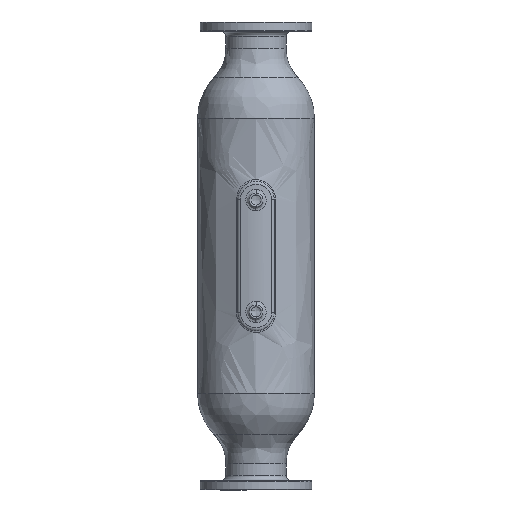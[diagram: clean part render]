
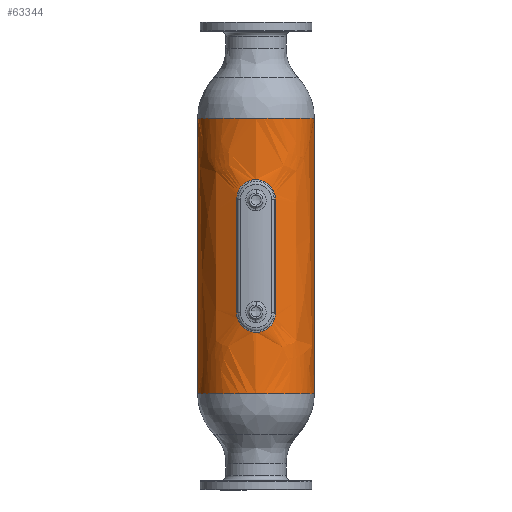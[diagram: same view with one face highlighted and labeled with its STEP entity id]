
A CAD part, left-side view. The second image highlights one B-rep face of the part: STEP entity #63344.
In plain terms, the highlighted free-form (B-spline) face has degree [2, 1] with [5, 2] control points.
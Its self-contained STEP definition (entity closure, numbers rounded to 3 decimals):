
#63275 = VERTEX_POINT('',#63276);
#63276 = CARTESIAN_POINT('',(0.,64.939,-152.798));
#63283 = VERTEX_POINT('',#63284);
#63284 = CARTESIAN_POINT('',(0.,-64.939,
    -152.798));
#63319 = EDGE_CURVE('',#63275,#63283,#63320,.T.);
#63320 = ( BOUNDED_CURVE() B_SPLINE_CURVE(2,(#63321,#63322,#63323,#63324
,#63325),.UNSPECIFIED.,.F.,.F.) B_SPLINE_CURVE_WITH_KNOTS((3,2,3),(0.,
1.571,3.142),.PIECEWISE_BEZIER_KNOTS.) CURVE() 
GEOMETRIC_REPRESENTATION_ITEM() RATIONAL_B_SPLINE_CURVE((1.,
0.707,1.,0.707,1.)) REPRESENTATION_ITEM('') );
#63321 = CARTESIAN_POINT('',(0.,64.939,-152.798));
#63322 = CARTESIAN_POINT('',(-64.939,64.939,
    -152.798));
#63323 = CARTESIAN_POINT('',(-64.939,0.,
    -152.798));
#63324 = CARTESIAN_POINT('',(-64.939,-64.939,
    -152.798));
#63325 = CARTESIAN_POINT('',(0.,-64.939,
    -152.798));
#63344 = ADVANCED_FACE('',(#63345,#63370),#63440,.T.);
#63345 = FACE_BOUND('',#63346,.T.);
#63346 = EDGE_LOOP('',(#63347,#63359,#63364,#63365));
#63347 = ORIENTED_EDGE('',*,*,#63348,.F.);
#63348 = EDGE_CURVE('',#63349,#63351,#63353,.T.);
#63349 = VERTEX_POINT('',#63350);
#63350 = CARTESIAN_POINT('',(0.,64.939,152.798));
#63351 = VERTEX_POINT('',#63352);
#63352 = CARTESIAN_POINT('',(0.,-64.939,
    152.798));
#63353 = ( BOUNDED_CURVE() B_SPLINE_CURVE(2,(#63354,#63355,#63356,#63357
,#63358),.UNSPECIFIED.,.F.,.F.) B_SPLINE_CURVE_WITH_KNOTS((3,2,3),(0.,
1.571,3.142),.PIECEWISE_BEZIER_KNOTS.) CURVE() 
GEOMETRIC_REPRESENTATION_ITEM() RATIONAL_B_SPLINE_CURVE((1.,
0.707,1.,0.707,1.)) REPRESENTATION_ITEM('') );
#63354 = CARTESIAN_POINT('',(0.,64.939,152.798));
#63355 = CARTESIAN_POINT('',(-64.939,64.939,
    152.798));
#63356 = CARTESIAN_POINT('',(-64.939,0.,
    152.798));
#63357 = CARTESIAN_POINT('',(-64.939,-64.939,
    152.798));
#63358 = CARTESIAN_POINT('',(0.,-64.939,
    152.798));
#63359 = ORIENTED_EDGE('',*,*,#63360,.F.);
#63360 = EDGE_CURVE('',#63275,#63349,#63361,.T.);
#63361 = B_SPLINE_CURVE_WITH_KNOTS('',1,(#63362,#63363),.UNSPECIFIED.,
  .F.,.F.,(2,2),(0.,320.),.PIECEWISE_BEZIER_KNOTS.);
#63362 = CARTESIAN_POINT('',(0.,64.939,-152.798));
#63363 = CARTESIAN_POINT('',(0.,64.939,152.798));
#63364 = ORIENTED_EDGE('',*,*,#63319,.T.);
#63365 = ORIENTED_EDGE('',*,*,#63366,.T.);
#63366 = EDGE_CURVE('',#63283,#63351,#63367,.T.);
#63367 = B_SPLINE_CURVE_WITH_KNOTS('',1,(#63368,#63369),.UNSPECIFIED.,
  .F.,.F.,(2,2),(0.,320.),.PIECEWISE_BEZIER_KNOTS.);
#63368 = CARTESIAN_POINT('',(0.,-64.939,-152.798));
#63369 = CARTESIAN_POINT('',(0.,-64.939,152.798));
#63370 = FACE_BOUND('',#63371,.T.);
#63371 = EDGE_LOOP('',(#63372,#63381,#63408,#63415));
#63372 = ORIENTED_EDGE('',*,*,#63373,.F.);
#63373 = EDGE_CURVE('',#63374,#63376,#63378,.T.);
#63374 = VERTEX_POINT('',#63375);
#63375 = CARTESIAN_POINT('',(-61.238,21.61,
    63.039));
#63376 = VERTEX_POINT('',#63377);
#63377 = CARTESIAN_POINT('',(-61.238,21.61,
    -63.039));
#63378 = B_SPLINE_CURVE_WITH_KNOTS('',1,(#63379,#63380),.UNSPECIFIED.,
  .F.,.F.,(2,2),(0.,132.02),.PIECEWISE_BEZIER_KNOTS.);
#63379 = CARTESIAN_POINT('',(-61.238,21.61,
    63.039));
#63380 = CARTESIAN_POINT('',(-61.238,21.61,
    -63.039));
#63381 = ORIENTED_EDGE('',*,*,#63382,.F.);
#63382 = EDGE_CURVE('',#63383,#63374,#63385,.T.);
#63383 = VERTEX_POINT('',#63384);
#63384 = CARTESIAN_POINT('',(-61.237,-21.614,
    63.039));
#63385 = B_SPLINE_CURVE_WITH_KNOTS('',3,(#63386,#63387,#63388,#63389,
    #63390,#63391,#63392,#63393,#63394,#63395,#63396,#63397,#63398,
    #63399,#63400,#63401,#63402,#63403,#63404,#63405,#63406,#63407),
  .UNSPECIFIED.,.F.,.F.,(4,1,1,1,1,1,1,1,1,1,1,1,1,1,1,1,1,1,1,4),(0.,
    0.053,0.105,0.158,0.211,
    0.263,0.316,0.368,0.421,
    0.474,0.526,0.579,0.632,
    0.684,0.737,0.789,0.842,
    0.895,0.947,1.),.UNSPECIFIED.);
#63386 = CARTESIAN_POINT('',(-61.237,-21.614,
    63.039));
#63387 = CARTESIAN_POINT('',(-61.237,-21.614,
    64.304));
#63388 = CARTESIAN_POINT('',(-61.31,-21.408,
    66.855));
#63389 = CARTESIAN_POINT('',(-61.694,-20.292,
    70.946));
#63390 = CARTESIAN_POINT('',(-62.288,-18.417,
    74.71));
#63391 = CARTESIAN_POINT('',(-63.002,-15.836,
    78.071));
#63392 = CARTESIAN_POINT('',(-63.72,-12.684,
    80.837));
#63393 = CARTESIAN_POINT('',(-64.332,-9.121,
    82.915));
#63394 = CARTESIAN_POINT('',(-64.763,-5.292,
    84.266));
#63395 = CARTESIAN_POINT('',(-64.968,-1.299,
    84.88));
#63396 = CARTESIAN_POINT('',(-64.924,2.733,
    84.75));
#63397 = CARTESIAN_POINT('',(-64.627,6.768,
    83.847));
#63398 = CARTESIAN_POINT('',(-64.11,10.543,
    82.183));
#63399 = CARTESIAN_POINT('',(-63.509,13.647,
    80.05));
#63400 = CARTESIAN_POINT('',(-62.942,16.029,
    77.765));
#63401 = CARTESIAN_POINT('',(-62.447,17.844,
    75.44));
#63402 = CARTESIAN_POINT('',(-62.051,19.162,
    73.22));
#63403 = CARTESIAN_POINT('',(-61.74,20.137,
    71.065));
#63404 = CARTESIAN_POINT('',(-61.492,20.881,
    68.843));
#63405 = CARTESIAN_POINT('',(-61.294,21.451,
    66.169));
#63406 = CARTESIAN_POINT('',(-61.238,21.61,
    64.128));
#63407 = CARTESIAN_POINT('',(-61.238,21.61,
    63.039));
#63408 = ORIENTED_EDGE('',*,*,#63409,.F.);
#63409 = EDGE_CURVE('',#63410,#63383,#63412,.T.);
#63410 = VERTEX_POINT('',#63411);
#63411 = CARTESIAN_POINT('',(-61.237,-21.614,
    -63.039));
#63412 = B_SPLINE_CURVE_WITH_KNOTS('',1,(#63413,#63414),.UNSPECIFIED.,
  .F.,.F.,(2,2),(0.,132.02),.PIECEWISE_BEZIER_KNOTS.);
#63413 = CARTESIAN_POINT('',(-61.237,-21.614,
    -63.039));
#63414 = CARTESIAN_POINT('',(-61.237,-21.614,
    63.039));
#63415 = ORIENTED_EDGE('',*,*,#63416,.F.);
#63416 = EDGE_CURVE('',#63376,#63410,#63417,.T.);
#63417 = B_SPLINE_CURVE_WITH_KNOTS('',3,(#63418,#63419,#63420,#63421,
    #63422,#63423,#63424,#63425,#63426,#63427,#63428,#63429,#63430,
    #63431,#63432,#63433,#63434,#63435,#63436,#63437,#63438,#63439),
  .UNSPECIFIED.,.F.,.F.,(4,1,1,1,1,1,1,1,1,1,1,1,1,1,1,1,1,1,1,4),(0.,
    0.053,0.105,0.158,0.211,
    0.263,0.316,0.368,0.421,
    0.474,0.526,0.579,0.632,
    0.684,0.737,0.789,0.842,
    0.895,0.947,1.),.UNSPECIFIED.);
#63418 = CARTESIAN_POINT('',(-61.238,21.61,
    -63.039));
#63419 = CARTESIAN_POINT('',(-61.238,21.61,
    -64.303));
#63420 = CARTESIAN_POINT('',(-61.312,21.404,
    -66.854));
#63421 = CARTESIAN_POINT('',(-61.695,20.289,
    -70.944));
#63422 = CARTESIAN_POINT('',(-62.288,18.415,
    -74.707));
#63423 = CARTESIAN_POINT('',(-63.002,15.836,
    -78.067));
#63424 = CARTESIAN_POINT('',(-63.719,12.686,
    -80.833));
#63425 = CARTESIAN_POINT('',(-64.331,9.124,
    -82.912));
#63426 = CARTESIAN_POINT('',(-64.763,5.297,
    -84.264));
#63427 = CARTESIAN_POINT('',(-64.968,1.306,
    -84.88));
#63428 = CARTESIAN_POINT('',(-64.924,-2.724,
    -84.751));
#63429 = CARTESIAN_POINT('',(-64.628,-6.758,
    -83.851));
#63430 = CARTESIAN_POINT('',(-64.112,-10.534,
    -82.19));
#63431 = CARTESIAN_POINT('',(-63.511,-13.642,
    -80.058));
#63432 = CARTESIAN_POINT('',(-62.943,-16.026,
    -77.772));
#63433 = CARTESIAN_POINT('',(-62.447,-17.844,
    -75.446));
#63434 = CARTESIAN_POINT('',(-62.051,-19.164,
    -73.224));
#63435 = CARTESIAN_POINT('',(-61.739,-20.14,
    -71.068));
#63436 = CARTESIAN_POINT('',(-61.491,-20.884,
    -68.845));
#63437 = CARTESIAN_POINT('',(-61.293,-21.455,
    -66.17));
#63438 = CARTESIAN_POINT('',(-61.237,-21.614,
    -64.128));
#63439 = CARTESIAN_POINT('',(-61.237,-21.614,
    -63.039));
#63440 = ( BOUNDED_SURFACE() B_SPLINE_SURFACE(2,1,(
    (#63441,#63442)
    ,(#63443,#63444)
    ,(#63445,#63446)
    ,(#63447,#63448)
    ,(#63449,#63450
)),.UNSPECIFIED.,.F.,.F.,.F.) B_SPLINE_SURFACE_WITH_KNOTS((3,2,3),(2,2),
  (3.142,4.712,6.283),(0.,320.),
.PIECEWISE_BEZIER_KNOTS.) GEOMETRIC_REPRESENTATION_ITEM() 
RATIONAL_B_SPLINE_SURFACE((
    (1.,1.)
    ,(0.707,0.707)
    ,(1.,1.)
    ,(0.707,0.707)
,(1.,1.))) REPRESENTATION_ITEM('') SURFACE() );
#63441 = CARTESIAN_POINT('',(0.,64.939,
    -152.798));
#63442 = CARTESIAN_POINT('',(0.,64.939,
    152.798));
#63443 = CARTESIAN_POINT('',(-64.939,64.939,
    -152.798));
#63444 = CARTESIAN_POINT('',(-64.939,64.939,
    152.798));
#63445 = CARTESIAN_POINT('',(-64.939,0.,
    -152.798));
#63446 = CARTESIAN_POINT('',(-64.939,0.,
    152.798));
#63447 = CARTESIAN_POINT('',(-64.939,-64.939,
    -152.798));
#63448 = CARTESIAN_POINT('',(-64.939,-64.939,
    152.798));
#63449 = CARTESIAN_POINT('',(0.,-64.939,
    -152.798));
#63450 = CARTESIAN_POINT('',(0.,-64.939,
    152.798));
